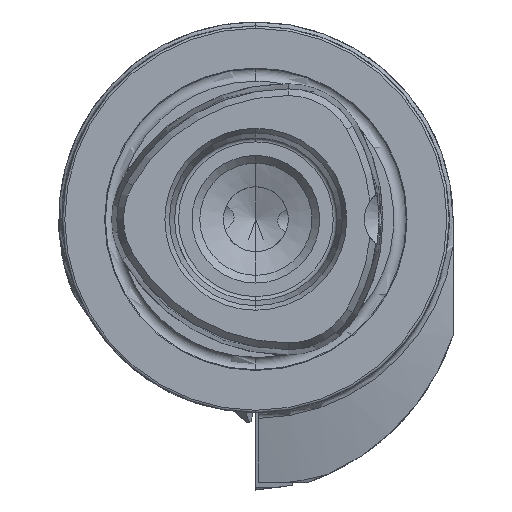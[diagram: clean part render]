
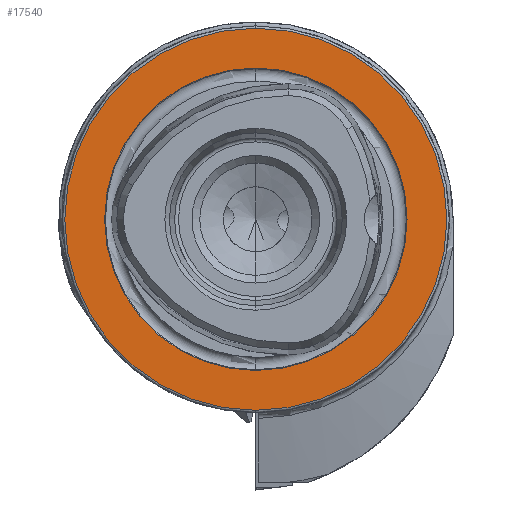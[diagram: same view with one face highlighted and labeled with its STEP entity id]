
A CAD part, left-side view. The second image highlights one B-rep face of the part: STEP entity #17540.
In plain terms, the highlighted planar face has unit normal (-1, 0, 0).
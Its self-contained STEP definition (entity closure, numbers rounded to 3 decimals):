
#381 = CARTESIAN_POINT ( 'NONE',  ( 0., 19.55, 0. ) ) ;
#506 = CARTESIAN_POINT ( 'NONE',  ( 0., 0., 24.7 ) ) ;
#1229 = CARTESIAN_POINT ( 'NONE',  ( 0., 0., 0. ) ) ;
#1243 = PLANE ( 'NONE',  #7845 ) ;
#1876 = EDGE_LOOP ( 'NONE', ( #15001, #3490 ) ) ;
#2164 = EDGE_LOOP ( 'NONE', ( #10925, #6828 ) ) ;
#2185 = EDGE_CURVE ( 'NONE', #12723, #7071, #17316, .T. ) ;
#2780 = DIRECTION ( 'NONE',  ( 0., 0., 1. ) ) ;
#2952 = DIRECTION ( 'NONE',  ( -1., 0., 0. ) ) ;
#3125 = AXIS2_PLACEMENT_3D ( 'NONE', #5288, #13710, #7886 ) ;
#3490 = ORIENTED_EDGE ( 'NONE', *, *, #9552, .F. ) ;
#4013 = DIRECTION ( 'NONE',  ( 0., 0., 1. ) ) ;
#4108 = CARTESIAN_POINT ( 'NONE',  ( 0., 0., 19.55 ) ) ;
#4233 = CARTESIAN_POINT ( 'NONE',  ( 0., 0., 0. ) ) ;
#5288 = CARTESIAN_POINT ( 'NONE',  ( 0., 0., 0. ) ) ;
#5919 = DIRECTION ( 'NONE',  ( -1., 0., 0. ) ) ;
#6327 = DIRECTION ( 'NONE',  ( 1., 0., 0. ) ) ;
#6828 = ORIENTED_EDGE ( 'NONE', *, *, #6966, .T. ) ;
#6966 = EDGE_CURVE ( 'NONE', #7071, #12723, #8678, .T. ) ;
#6987 = DIRECTION ( 'NONE',  ( 0., 0., 1. ) ) ;
#7071 = VERTEX_POINT ( 'NONE', #11458 ) ;
#7845 = AXIS2_PLACEMENT_3D ( 'NONE', #381, #6327, #13389 ) ;
#7886 = DIRECTION ( 'NONE',  ( 0., 0., 1. ) ) ;
#8507 = FACE_BOUND ( 'NONE', #1876, .T. ) ;
#8678 = CIRCLE ( 'NONE', #17541, 24.7 ) ;
#9552 = EDGE_CURVE ( 'NONE', #17684, #9560, #17112, .T. ) ;
#9560 = VERTEX_POINT ( 'NONE', #4108 ) ;
#10201 = CARTESIAN_POINT ( 'NONE',  ( 0., 0., 0. ) ) ;
#10925 = ORIENTED_EDGE ( 'NONE', *, *, #2185, .T. ) ;
#10974 = CARTESIAN_POINT ( 'NONE',  ( 0., 0., -19.55 ) ) ;
#11209 = AXIS2_PLACEMENT_3D ( 'NONE', #4233, #11676, #2780 ) ;
#11232 = EDGE_CURVE ( 'NONE', #9560, #17684, #14715, .T. ) ;
#11310 = AXIS2_PLACEMENT_3D ( 'NONE', #10201, #2952, #6987 ) ;
#11458 = CARTESIAN_POINT ( 'NONE',  ( 0., 0., -24.7 ) ) ;
#11676 = DIRECTION ( 'NONE',  ( -1., 0., 0. ) ) ;
#12723 = VERTEX_POINT ( 'NONE', #506 ) ;
#13389 = DIRECTION ( 'NONE',  ( 0., 0., -1. ) ) ;
#13710 = DIRECTION ( 'NONE',  ( -1., 0., 0. ) ) ;
#14341 = FACE_OUTER_BOUND ( 'NONE', #2164, .T. ) ;
#14715 = CIRCLE ( 'NONE', #3125, 19.55 ) ;
#15001 = ORIENTED_EDGE ( 'NONE', *, *, #11232, .F. ) ;
#17112 = CIRCLE ( 'NONE', #11310, 19.55 ) ;
#17316 = CIRCLE ( 'NONE', #11209, 24.7 ) ;
#17540 = ADVANCED_FACE ( 'NONE', ( #8507, #14341 ), #1243, .F. ) ;
#17541 = AXIS2_PLACEMENT_3D ( 'NONE', #1229, #5919, #4013 ) ;
#17684 = VERTEX_POINT ( 'NONE', #10974 ) ;
